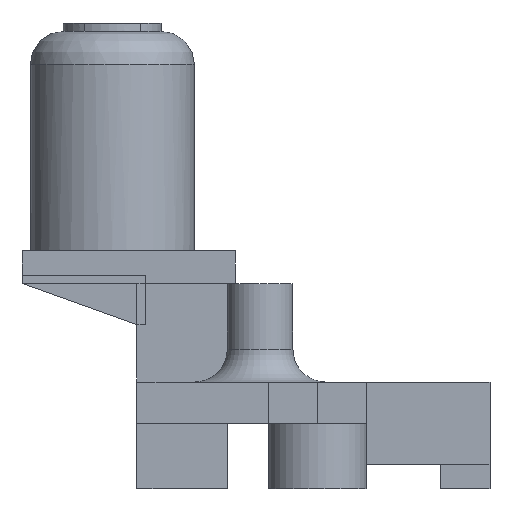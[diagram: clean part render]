
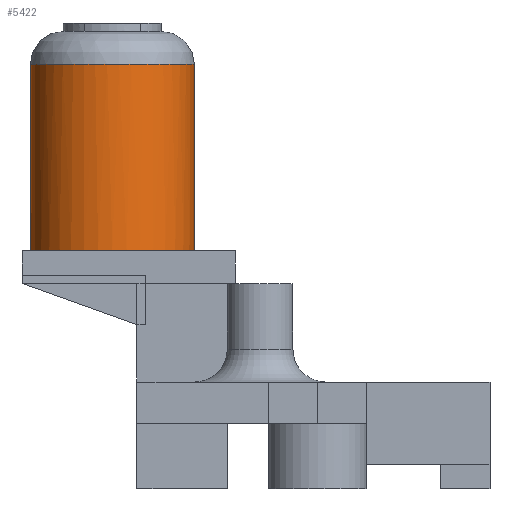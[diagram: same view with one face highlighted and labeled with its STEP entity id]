
A CAD part, left-side view. The second image highlights one B-rep face of the part: STEP entity #5422.
In plain terms, the highlighted cylindrical face has radius 5 mm (diameter 10 mm), a full revolution.
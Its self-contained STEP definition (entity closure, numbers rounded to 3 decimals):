
#3566 = PLANE('',#3567);
#3567 = AXIS2_PLACEMENT_3D('',#3568,#3569,#3570);
#3568 = CARTESIAN_POINT('',(5.8,11.5,14.5));
#3569 = DIRECTION('',(0.,0.,1.));
#3570 = DIRECTION('',(1.,0.,0.));
#4812 = EDGE_CURVE('',#4813,#4813,#4815,.T.);
#4813 = VERTEX_POINT('',#4814);
#4814 = CARTESIAN_POINT('',(10.8,12.5,14.5));
#4815 = SURFACE_CURVE('',#4816,(#4821,#4828),.PCURVE_S1.);
#4816 = CIRCLE('',#4817,5.);
#4817 = AXIS2_PLACEMENT_3D('',#4818,#4819,#4820);
#4818 = CARTESIAN_POINT('',(5.8,12.5,14.5));
#4819 = DIRECTION('',(0.,0.,1.));
#4820 = DIRECTION('',(1.,0.,0.));
#4821 = PCURVE('',#3566,#4822);
#4822 = DEFINITIONAL_REPRESENTATION('',(#4823),#4827);
#4823 = CIRCLE('',#4824,5.);
#4824 = AXIS2_PLACEMENT_2D('',#4825,#4826);
#4825 = CARTESIAN_POINT('',(0.,1.));
#4826 = DIRECTION('',(1.,0.));
#4827 = ( GEOMETRIC_REPRESENTATION_CONTEXT(2) 
PARAMETRIC_REPRESENTATION_CONTEXT() REPRESENTATION_CONTEXT('2D SPACE',''
  ) );
#4828 = PCURVE('',#4829,#4834);
#4829 = CYLINDRICAL_SURFACE('',#4830,5.);
#4830 = AXIS2_PLACEMENT_3D('',#4831,#4832,#4833);
#4831 = CARTESIAN_POINT('',(5.8,12.5,14.5));
#4832 = DIRECTION('',(-0.,-0.,-1.));
#4833 = DIRECTION('',(1.,0.,0.));
#4834 = DEFINITIONAL_REPRESENTATION('',(#4835),#4839);
#4835 = LINE('',#4836,#4837);
#4836 = CARTESIAN_POINT('',(-0.,0.));
#4837 = VECTOR('',#4838,1.);
#4838 = DIRECTION('',(-1.,0.));
#4839 = ( GEOMETRIC_REPRESENTATION_CONTEXT(2) 
PARAMETRIC_REPRESENTATION_CONTEXT() REPRESENTATION_CONTEXT('2D SPACE',''
  ) );
#5422 = ADVANCED_FACE('',(#5423),#4829,.T.);
#5423 = FACE_BOUND('',#5424,.F.);
#5424 = EDGE_LOOP('',(#5425,#5448,#5544,#5545));
#5425 = ORIENTED_EDGE('',*,*,#5426,.T.);
#5426 = EDGE_CURVE('',#4813,#5427,#5429,.T.);
#5427 = VERTEX_POINT('',#5428);
#5428 = CARTESIAN_POINT('',(10.8,12.5,25.85));
#5429 = SEAM_CURVE('',#5430,(#5434,#5441),.PCURVE_S1.);
#5430 = LINE('',#5431,#5432);
#5431 = CARTESIAN_POINT('',(10.8,12.5,14.5));
#5432 = VECTOR('',#5433,1.);
#5433 = DIRECTION('',(0.,0.,1.));
#5434 = PCURVE('',#4829,#5435);
#5435 = DEFINITIONAL_REPRESENTATION('',(#5436),#5440);
#5436 = LINE('',#5437,#5438);
#5437 = CARTESIAN_POINT('',(-0.,0.));
#5438 = VECTOR('',#5439,1.);
#5439 = DIRECTION('',(-0.,-1.));
#5440 = ( GEOMETRIC_REPRESENTATION_CONTEXT(2) 
PARAMETRIC_REPRESENTATION_CONTEXT() REPRESENTATION_CONTEXT('2D SPACE',''
  ) );
#5441 = PCURVE('',#4829,#5442);
#5442 = DEFINITIONAL_REPRESENTATION('',(#5443),#5447);
#5443 = LINE('',#5444,#5445);
#5444 = CARTESIAN_POINT('',(-6.283,0.));
#5445 = VECTOR('',#5446,1.);
#5446 = DIRECTION('',(-0.,-1.));
#5447 = ( GEOMETRIC_REPRESENTATION_CONTEXT(2) 
PARAMETRIC_REPRESENTATION_CONTEXT() REPRESENTATION_CONTEXT('2D SPACE',''
  ) );
#5448 = ORIENTED_EDGE('',*,*,#5449,.T.);
#5449 = EDGE_CURVE('',#5427,#5427,#5450,.T.);
#5450 = SURFACE_CURVE('',#5451,(#5467,#5491),.PCURVE_S1.);
#5451 = ( BOUNDED_CURVE() B_SPLINE_CURVE(14,(#5452,#5453,#5454,#5455,
    #5456,#5457,#5458,#5459,#5460,#5461,#5462,#5463,#5464,#5465,#5466),
.UNSPECIFIED.,.T.,.F.) B_SPLINE_CURVE_WITH_KNOTS((15,15),(0.,
31.416),.PIECEWISE_BEZIER_KNOTS.) CURVE() 
GEOMETRIC_REPRESENTATION_ITEM() RATIONAL_B_SPLINE_CURVE((1.,1.,1.,1.,
    1.,1.,1.,1.,
1.,1.,1.,1.,1.,1.,1.)) REPRESENTATION_ITEM('') );
#5452 = CARTESIAN_POINT('',(10.8,12.5,25.85));
#5453 = CARTESIAN_POINT('',(10.8,14.712,25.85));
#5454 = CARTESIAN_POINT('',(9.747,16.97,
    25.85));
#5455 = CARTESIAN_POINT('',(7.566,18.687,
    25.85));
#5456 = CARTESIAN_POINT('',(4.592,19.252,
    25.85));
#5457 = CARTESIAN_POINT('',(1.51,18.134,
    25.85));
#5458 = CARTESIAN_POINT('',(-0.556,15.922,
    25.85));
#5459 = CARTESIAN_POINT('',(-1.864,12.5,
    25.85));
#5460 = CARTESIAN_POINT('',(-0.556,9.078,
    25.85));
#5461 = CARTESIAN_POINT('',(1.51,6.866,
    25.85));
#5462 = CARTESIAN_POINT('',(4.592,5.748,25.85
    ));
#5463 = CARTESIAN_POINT('',(7.566,6.313,
    25.85));
#5464 = CARTESIAN_POINT('',(9.747,8.03,
    25.85));
#5465 = CARTESIAN_POINT('',(10.8,10.288,25.85));
#5466 = CARTESIAN_POINT('',(10.8,12.5,25.85));
#5467 = PCURVE('',#4829,#5468);
#5468 = DEFINITIONAL_REPRESENTATION('',(#5469),#5490);
#5469 = B_SPLINE_CURVE_WITH_KNOTS('',10,(#5470,#5471,#5472,#5473,#5474,
    #5475,#5476,#5477,#5478,#5479,#5480,#5481,#5482,#5483,#5484,#5485,
    #5486,#5487,#5488,#5489),.UNSPECIFIED.,.F.,.F.,(11,9,11),(0.
    ,15.708,31.416),.UNSPECIFIED.);
#5470 = CARTESIAN_POINT('',(0.,-11.35));
#5471 = CARTESIAN_POINT('',(-0.31,-11.35));
#5472 = CARTESIAN_POINT('',(-0.624,-11.35));
#5473 = CARTESIAN_POINT('',(-0.94,-11.35));
#5474 = CARTESIAN_POINT('',(-1.256,-11.35));
#5475 = CARTESIAN_POINT('',(-1.57,-11.35));
#5476 = CARTESIAN_POINT('',(-1.885,-11.35));
#5477 = CARTESIAN_POINT('',(-2.199,-11.35));
#5478 = CARTESIAN_POINT('',(-2.513,-11.35));
#5479 = CARTESIAN_POINT('',(-2.827,-11.35));
#5480 = CARTESIAN_POINT('',(-3.456,-11.35));
#5481 = CARTESIAN_POINT('',(-3.77,-11.35));
#5482 = CARTESIAN_POINT('',(-4.084,-11.35));
#5483 = CARTESIAN_POINT('',(-4.398,-11.35));
#5484 = CARTESIAN_POINT('',(-4.713,-11.35));
#5485 = CARTESIAN_POINT('',(-5.027,-11.35));
#5486 = CARTESIAN_POINT('',(-5.343,-11.35));
#5487 = CARTESIAN_POINT('',(-5.659,-11.35));
#5488 = CARTESIAN_POINT('',(-5.974,-11.35));
#5489 = CARTESIAN_POINT('',(-6.283,-11.35));
#5490 = ( GEOMETRIC_REPRESENTATION_CONTEXT(2) 
PARAMETRIC_REPRESENTATION_CONTEXT() REPRESENTATION_CONTEXT('2D SPACE',''
  ) );
#5491 = PCURVE('',#5492,#5538);
#5492 = ( BOUNDED_SURFACE() B_SPLINE_SURFACE(2,14,(
    (#5493,#5494,#5495,#5496,#5497,#5498,#5499,#5500,#5501,#5502,#5503
      ,#5504,#5505,#5506,#5507)
    ,(#5508,#5509,#5510,#5511,#5512,#5513,#5514,#5515,#5516,#5517,#5518
      ,#5519,#5520,#5521,#5522)
    ,(#5523,#5524,#5525,#5526,#5527,#5528,#5529,#5530,#5531,#5532,#5533
      ,#5534,#5535,#5536,#5537
)),.UNSPECIFIED.,.F.,.T.,.F.) B_SPLINE_SURFACE_WITH_KNOTS((3,3),(15,15),
  (0.,31.416),(0.,31.416),
.PIECEWISE_BEZIER_KNOTS.) GEOMETRIC_REPRESENTATION_ITEM() 
RATIONAL_B_SPLINE_SURFACE((
    (1.,1.,1.,1.,1.,1.,1.
      ,1.,1.,1.,1.,1.,1.,1.,1.)
    ,(0.707,0.707,0.707,0.707
      ,0.707,0.707,0.707,0.707
      ,0.707,0.707,0.707,0.707
      ,0.707,0.707,0.707)
    ,(1.,1.,1.,1.,1.,1.,1.
      ,1.,1.,1.,1.,1.,1.,1.,1.
))) REPRESENTATION_ITEM('') SURFACE() );
#5493 = CARTESIAN_POINT('',(10.8,12.5,25.85));
#5494 = CARTESIAN_POINT('',(10.8,14.712,25.85));
#5495 = CARTESIAN_POINT('',(9.747,16.97,
    25.85));
#5496 = CARTESIAN_POINT('',(7.566,18.687,
    25.85));
#5497 = CARTESIAN_POINT('',(4.592,19.252,
    25.85));
#5498 = CARTESIAN_POINT('',(1.51,18.134,
    25.85));
#5499 = CARTESIAN_POINT('',(-0.556,15.922,
    25.85));
#5500 = CARTESIAN_POINT('',(-1.864,12.5,
    25.85));
#5501 = CARTESIAN_POINT('',(-0.556,9.078,
    25.85));
#5502 = CARTESIAN_POINT('',(1.51,6.866,
    25.85));
#5503 = CARTESIAN_POINT('',(4.592,5.748,25.85
    ));
#5504 = CARTESIAN_POINT('',(7.566,6.313,
    25.85));
#5505 = CARTESIAN_POINT('',(9.747,8.03,
    25.85));
#5506 = CARTESIAN_POINT('',(10.8,10.288,25.85));
#5507 = CARTESIAN_POINT('',(10.8,12.5,25.85));
#5508 = CARTESIAN_POINT('',(10.8,12.5,27.85));
#5509 = CARTESIAN_POINT('',(10.8,14.712,27.85));
#5510 = CARTESIAN_POINT('',(9.747,16.97,27.85));
#5511 = CARTESIAN_POINT('',(7.566,18.687,
    27.85));
#5512 = CARTESIAN_POINT('',(4.592,19.252,
    27.85));
#5513 = CARTESIAN_POINT('',(1.51,18.134,
    27.85));
#5514 = CARTESIAN_POINT('',(-0.556,15.922,
    27.85));
#5515 = CARTESIAN_POINT('',(-1.864,12.5,
    27.85));
#5516 = CARTESIAN_POINT('',(-0.556,9.078,
    27.85));
#5517 = CARTESIAN_POINT('',(1.51,6.866,
    27.85));
#5518 = CARTESIAN_POINT('',(4.592,5.748,
    27.85));
#5519 = CARTESIAN_POINT('',(7.566,6.313,27.85
    ));
#5520 = CARTESIAN_POINT('',(9.747,8.03,27.85
    ));
#5521 = CARTESIAN_POINT('',(10.8,10.288,27.85));
#5522 = CARTESIAN_POINT('',(10.8,12.5,27.85));
#5523 = CARTESIAN_POINT('',(8.8,12.5,27.85));
#5524 = CARTESIAN_POINT('',(8.8,13.827,27.85));
#5525 = CARTESIAN_POINT('',(8.168,15.182,27.85));
#5526 = CARTESIAN_POINT('',(6.86,16.212,27.85));
#5527 = CARTESIAN_POINT('',(5.075,16.551,27.85));
#5528 = CARTESIAN_POINT('',(3.226,15.881,27.85));
#5529 = CARTESIAN_POINT('',(1.986,14.553,27.85));
#5530 = CARTESIAN_POINT('',(1.202,12.5,27.85));
#5531 = CARTESIAN_POINT('',(1.986,10.447,27.85));
#5532 = CARTESIAN_POINT('',(3.226,9.119,27.85));
#5533 = CARTESIAN_POINT('',(5.075,8.449,27.85));
#5534 = CARTESIAN_POINT('',(6.86,8.788,27.85));
#5535 = CARTESIAN_POINT('',(8.168,9.818,27.85));
#5536 = CARTESIAN_POINT('',(8.8,11.173,27.85));
#5537 = CARTESIAN_POINT('',(8.8,12.5,27.85));
#5538 = DEFINITIONAL_REPRESENTATION('',(#5539),#5543);
#5539 = LINE('',#5540,#5541);
#5540 = CARTESIAN_POINT('',(0.,0.));
#5541 = VECTOR('',#5542,1.);
#5542 = DIRECTION('',(0.,1.));
#5543 = ( GEOMETRIC_REPRESENTATION_CONTEXT(2) 
PARAMETRIC_REPRESENTATION_CONTEXT() REPRESENTATION_CONTEXT('2D SPACE',''
  ) );
#5544 = ORIENTED_EDGE('',*,*,#5426,.F.);
#5545 = ORIENTED_EDGE('',*,*,#4812,.F.);
